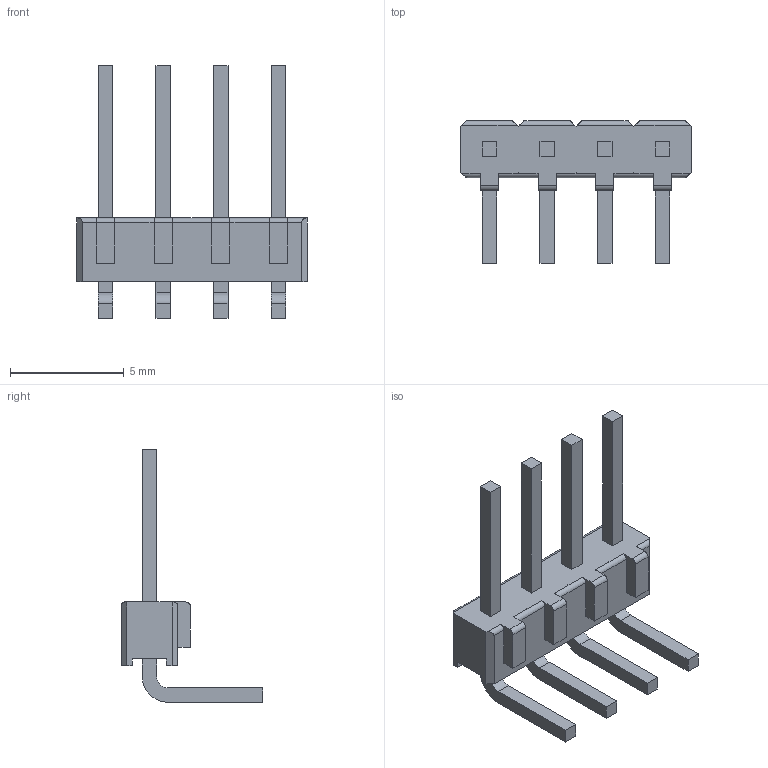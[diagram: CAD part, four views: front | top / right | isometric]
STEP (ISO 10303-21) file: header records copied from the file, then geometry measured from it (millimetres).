
FILE_DESCRIPTION (( 'STEP AP214' ), '1' );
FILE_NAME ('4 Pin Right Angle.STEP', '2018-06-19T21:35:51', ( '' ), ( '' ), 'SwSTEP 2.0', 'SolidWorks 2016', '' );
FILE_SCHEMA (( 'AUTOMOTIVE_DESIGN' ));
Length unit declared in the file: millimetre
Products named in the file (1): 4 Pin Right Angle
Bounding box: 10.16 x 6.25 x 11.12 mm (x, y, z)
Volume: 89.6 mm3; surface area: 269.6 mm2
Topology: 1 solids, 1 shells, 117 faces, 324 edges, 214 vertices
Faces by surface type: plane 96, cylinder 21
Entity records: 4828 total; most frequent: CARTESIAN_POINT 686, ORIENTED_EDGE 648, DIRECTION 582, EDGE_CURVE 324, LINE 282, VECTOR 282, VERTEX_POINT 214, AXIS2_PLACEMENT_3D 150
